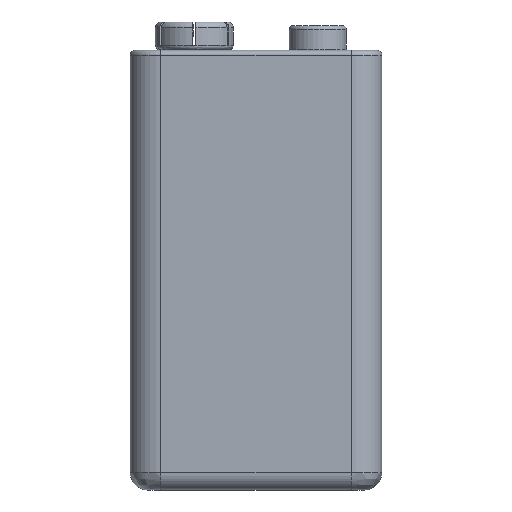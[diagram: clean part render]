
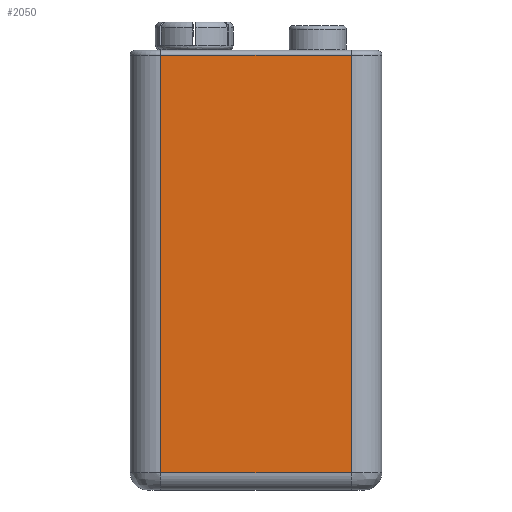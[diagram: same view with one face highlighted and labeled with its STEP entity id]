
A CAD part, front view. The second image highlights one B-rep face of the part: STEP entity #2050.
In plain terms, the highlighted planar face has unit normal (0, -1, 0).
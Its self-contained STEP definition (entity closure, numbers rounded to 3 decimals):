
#121=FACE_OUTER_BOUND('',#256,.T.);
#256=EDGE_LOOP('',(#1385,#1386,#1387,#1388));
#596=LINE('',#3371,#724);
#597=LINE('',#3373,#725);
#598=LINE('',#3375,#726);
#599=LINE('',#3376,#727);
#724=VECTOR('',#2589,42.926);
#725=VECTOR('',#2590,19.558);
#726=VECTOR('',#2591,42.926);
#727=VECTOR('',#2592,19.558);
#872=VERTEX_POINT('',#3369);
#873=VERTEX_POINT('',#3370);
#874=VERTEX_POINT('',#3372);
#875=VERTEX_POINT('',#3374);
#1066=EDGE_CURVE('',#872,#873,#596,.F.);
#1067=EDGE_CURVE('',#873,#874,#597,.F.);
#1068=EDGE_CURVE('',#874,#875,#598,.T.);
#1069=EDGE_CURVE('',#875,#872,#599,.T.);
#1385=ORIENTED_EDGE('',*,*,#1066,.T.);
#1386=ORIENTED_EDGE('',*,*,#1067,.T.);
#1387=ORIENTED_EDGE('',*,*,#1068,.T.);
#1388=ORIENTED_EDGE('',*,*,#1069,.T.);
#1991=PLANE('',#2217);
#2050=ADVANCED_FACE('',(#121),#1991,.F.);
#2217=AXIS2_PLACEMENT_3D('',#3368,#2587,#2588);
#2587=DIRECTION('center_axis',(0.,1.,0.));
#2588=DIRECTION('ref_axis',(-1.,0.,0.));
#2589=DIRECTION('',(0.,0.,-1.));
#2590=DIRECTION('',(1.,0.,0.));
#2591=DIRECTION('',(0.,0.,-1.));
#2592=DIRECTION('',(1.,0.,0.));
#3368=CARTESIAN_POINT('Origin',(-12.954,-16.256,37.084));
#3369=CARTESIAN_POINT('',(9.779,-16.256,-6.35));
#3370=CARTESIAN_POINT('',(9.779,-16.256,36.576));
#3371=CARTESIAN_POINT('',(9.779,-16.256,36.576));
#3372=CARTESIAN_POINT('',(-9.779,-16.256,36.576));
#3373=CARTESIAN_POINT('',(-9.779,-16.256,36.576));
#3374=CARTESIAN_POINT('',(-9.779,-16.256,-6.35));
#3375=CARTESIAN_POINT('',(-9.779,-16.256,36.576));
#3376=CARTESIAN_POINT('',(-9.779,-16.256,-6.35));
